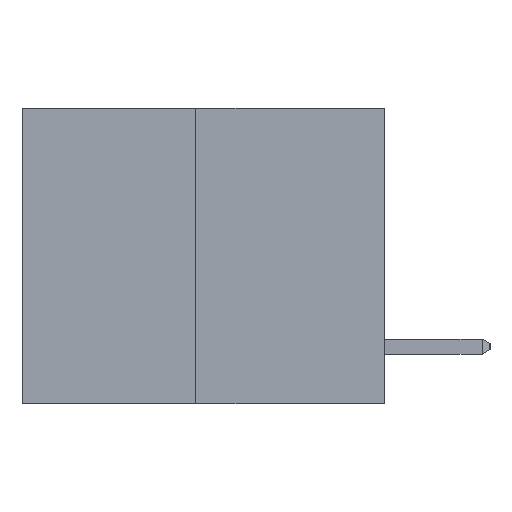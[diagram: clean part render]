
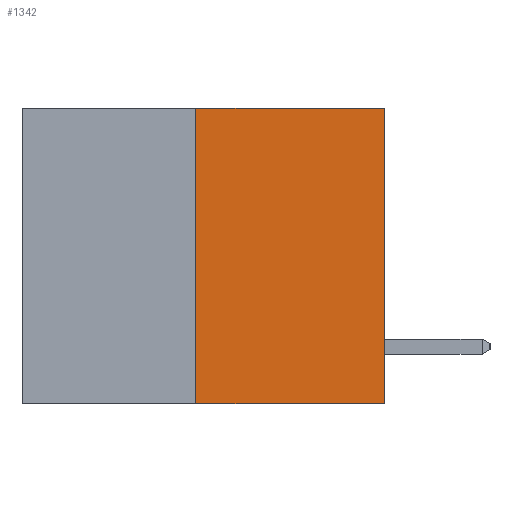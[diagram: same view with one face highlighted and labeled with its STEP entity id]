
A CAD part, left-side view. The second image highlights one B-rep face of the part: STEP entity #1342.
In plain terms, the highlighted planar face has unit normal (-1, 0, 0).
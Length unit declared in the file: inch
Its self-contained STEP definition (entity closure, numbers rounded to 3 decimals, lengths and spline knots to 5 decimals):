
#271 = CARTESIAN_POINT ( 'NONE',  ( 0., 0.6, 0. ) ) ;
#935 = DIRECTION ( 'NONE',  ( 0., 0., -1. ) ) ;
#1256 = EDGE_CURVE ( 'NONE', #7831, #14005, #10185, .T. ) ;
#1342 = ADVANCED_FACE ( 'NONE', ( #1907 ), #9884, .F. ) ;
#1357 = ORIENTED_EDGE ( 'NONE', *, *, #1256, .F. ) ;
#1825 = CARTESIAN_POINT ( 'NONE',  ( 0., 0.6, -0.49 ) ) ;
#1844 = CARTESIAN_POINT ( 'NONE',  ( 0., 0., -0.49 ) ) ;
#1907 = FACE_OUTER_BOUND ( 'NONE', #11344, .T. ) ;
#2188 = CARTESIAN_POINT ( 'NONE',  ( 0., 0.312, -0.49 ) ) ;
#2343 = CARTESIAN_POINT ( 'NONE',  ( 0., 0., 0. ) ) ;
#3294 = DIRECTION ( 'NONE',  ( 0., 0., 1. ) ) ;
#4087 = LINE ( 'NONE', #9202, #12866 ) ;
#4830 = LINE ( 'NONE', #1825, #16416 ) ;
#5852 = VECTOR ( 'NONE', #13847, 39.37008 ) ;
#6919 = DIRECTION ( 'NONE',  ( 1., 0., 0. ) ) ;
#7831 = VERTEX_POINT ( 'NONE', #2188 ) ;
#7965 = LINE ( 'NONE', #271, #5852 ) ;
#8429 = ORIENTED_EDGE ( 'NONE', *, *, #14835, .T. ) ;
#8978 = EDGE_CURVE ( 'NONE', #14005, #18699, #7965, .T. ) ;
#9202 = CARTESIAN_POINT ( 'NONE',  ( 0., 0., 0. ) ) ;
#9782 = CARTESIAN_POINT ( 'NONE',  ( 0., 0.6, 0. ) ) ;
#9884 = PLANE ( 'NONE',  #19234 ) ;
#10185 = LINE ( 'NONE', #12367, #11378 ) ;
#10939 = VERTEX_POINT ( 'NONE', #1844 ) ;
#11344 = EDGE_LOOP ( 'NONE', ( #1357, #8429, #15378, #18224 ) ) ;
#11378 = VECTOR ( 'NONE', #3294, 39.37008 ) ;
#12367 = CARTESIAN_POINT ( 'NONE',  ( 0., 0.312, -0.49 ) ) ;
#12407 = DIRECTION ( 'NONE',  ( 0., 0., 1. ) ) ;
#12866 = VECTOR ( 'NONE', #12407, 39.37008 ) ;
#13847 = DIRECTION ( 'NONE',  ( 0., -1., 0. ) ) ;
#14005 = VERTEX_POINT ( 'NONE', #14984 ) ;
#14299 = EDGE_CURVE ( 'NONE', #10939, #18699, #4087, .T. ) ;
#14835 = EDGE_CURVE ( 'NONE', #7831, #10939, #4830, .T. ) ;
#14984 = CARTESIAN_POINT ( 'NONE',  ( 0., 0.312, 0. ) ) ;
#15378 = ORIENTED_EDGE ( 'NONE', *, *, #14299, .T. ) ;
#15679 = DIRECTION ( 'NONE',  ( 0., -1., 0. ) ) ;
#16416 = VECTOR ( 'NONE', #15679, 39.37008 ) ;
#18224 = ORIENTED_EDGE ( 'NONE', *, *, #8978, .F. ) ;
#18699 = VERTEX_POINT ( 'NONE', #2343 ) ;
#19234 = AXIS2_PLACEMENT_3D ( 'NONE', #9782, #6919, #935 ) ;
